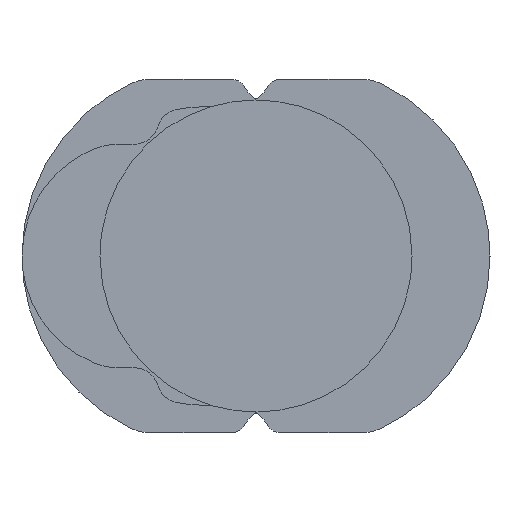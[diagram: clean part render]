
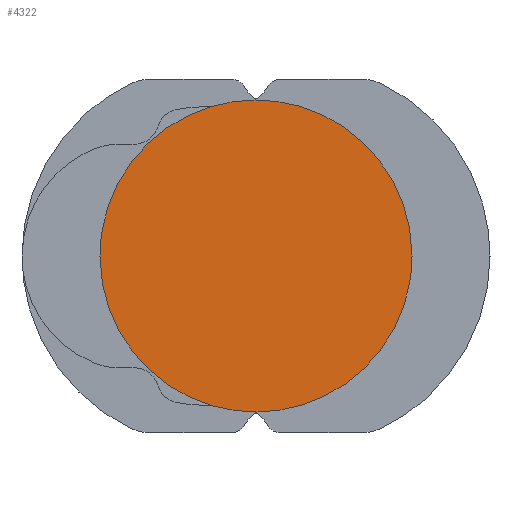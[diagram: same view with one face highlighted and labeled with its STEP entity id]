
A CAD part, left-side view. The second image highlights one B-rep face of the part: STEP entity #4322.
In plain terms, the highlighted free-form (B-spline) face has degree [1, 1] with [2, 2] control points.
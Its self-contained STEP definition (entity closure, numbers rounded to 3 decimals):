
#4322 = ADVANCED_FACE('',(#4323),#4345,.T.);
#4323 = FACE_BOUND('',#4324,.T.);
#4324 = EDGE_LOOP('',(#4325,#4337));
#4325 = ORIENTED_EDGE('',*,*,#4326,.T.);
#4326 = EDGE_CURVE('',#4327,#4329,#4331,.T.);
#4327 = VERTEX_POINT('',#4328);
#4328 = CARTESIAN_POINT('',(-434.207,-60.984,0.));
#4329 = VERTEX_POINT('',#4330);
#4330 = CARTESIAN_POINT('',(-434.207,60.984,
    0.));
#4331 = ( BOUNDED_CURVE() B_SPLINE_CURVE(2,(#4332,#4333,#4334,#4335,
#4336),.UNSPECIFIED.,.F.,.F.) B_SPLINE_CURVE_WITH_KNOTS((3,2,3),(
    1.571,3.142,4.712),
.PIECEWISE_BEZIER_KNOTS.) CURVE() GEOMETRIC_REPRESENTATION_ITEM() 
RATIONAL_B_SPLINE_CURVE((1.,0.707,1.,0.707,1.)) 
REPRESENTATION_ITEM('') );
#4332 = CARTESIAN_POINT('',(-434.207,-60.984,
    0.));
#4333 = CARTESIAN_POINT('',(-434.207,-60.984,
    60.984));
#4334 = CARTESIAN_POINT('',(-434.207,0.,
    60.984));
#4335 = CARTESIAN_POINT('',(-434.207,60.984,
    60.984));
#4336 = CARTESIAN_POINT('',(-434.207,60.984,
    0.));
#4337 = ORIENTED_EDGE('',*,*,#4338,.T.);
#4338 = EDGE_CURVE('',#4329,#4327,#4339,.T.);
#4339 = ( BOUNDED_CURVE() B_SPLINE_CURVE(2,(#4340,#4341,#4342,#4343,
#4344),.UNSPECIFIED.,.F.,.F.) B_SPLINE_CURVE_WITH_KNOTS((3,2,3),(
    4.712,6.283,7.854),
.PIECEWISE_BEZIER_KNOTS.) CURVE() GEOMETRIC_REPRESENTATION_ITEM() 
RATIONAL_B_SPLINE_CURVE((1.,0.707,1.,0.707,1.)) 
REPRESENTATION_ITEM('') );
#4340 = CARTESIAN_POINT('',(-434.207,60.984,
    0.));
#4341 = CARTESIAN_POINT('',(-434.207,60.984,
    -60.984));
#4342 = CARTESIAN_POINT('',(-434.207,0.,
    -60.984));
#4343 = CARTESIAN_POINT('',(-434.207,-60.984,
    -60.984));
#4344 = CARTESIAN_POINT('',(-434.207,-60.984,
    0.));
#4345 = B_SPLINE_SURFACE_WITH_KNOTS('',1,1,(
    (#4346,#4347)
    ,(#4348,#4349
    )),.UNSPECIFIED.,.F.,.F.,.F.,(2,2),(2,2),(-50.,50.),(-50.,50.),
  .PIECEWISE_BEZIER_KNOTS.);
#4346 = CARTESIAN_POINT('',(-434.207,60.984,
    -60.984));
#4347 = CARTESIAN_POINT('',(-434.207,60.984,
    60.984));
#4348 = CARTESIAN_POINT('',(-434.207,-60.984,
    -60.984));
#4349 = CARTESIAN_POINT('',(-434.207,-60.984,
    60.984));
